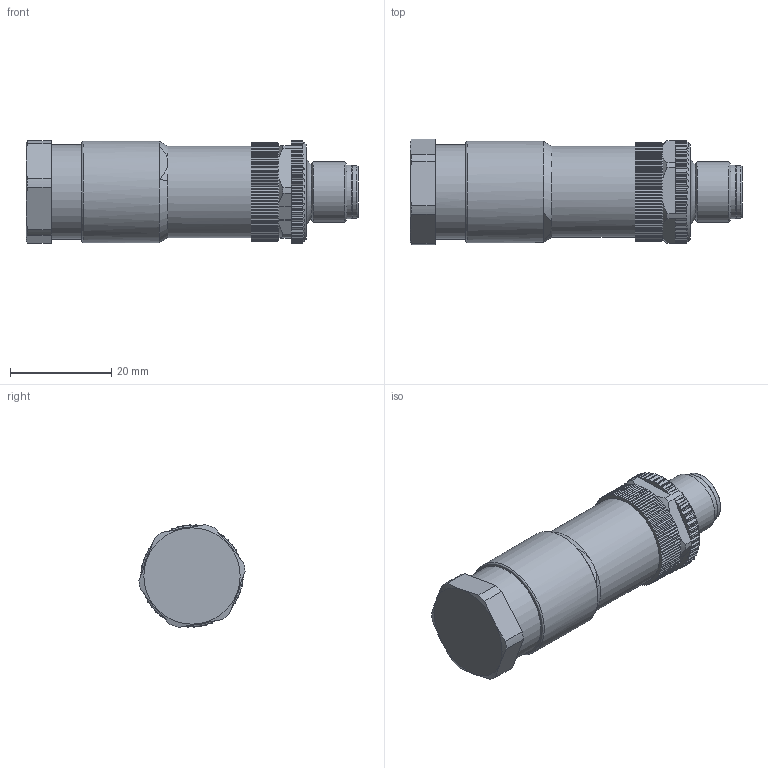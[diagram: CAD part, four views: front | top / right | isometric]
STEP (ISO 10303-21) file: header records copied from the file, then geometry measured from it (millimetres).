
FILE_DESCRIPTION(/* description */ (''),/* implementation_level */ '2;1');
FILE_NAME(/* name */ '8063397_stp.stp',/* time_stamp */ '2016-04-13T11:50:19+02:00',/* author */ (''),/* organization */ (''),/* preprocessor_version */ 'ST-DEVELOPER v16',/* originating_system */ 'SIEMENS PLM Software NX 10.0',/* authorisation */ '');
FILE_SCHEMA (('AUTOMOTIVE_DESIGN { 1 0 10303 214 3 1 1 1 }'));
Length unit declared in the file: millimetre
Products named in the file (1): 8063397_stp
Bounding box: 65.5 x 20.91 x 20.26 mm (x, y, z)
Volume: 16544.9 mm3; surface area: 5025.7 mm2
Topology: 1 solids, 1 shells, 652 faces, 1854 edges, 1217 vertices
Faces by surface type: plane 357, cylinder 248, torus 21, cone 20, sphere 6
Full cylindrical faces by diameter (mm): 1.5 x4, 2.17 x4, 8.35 x1, 9.6 x1, 10.3 x1, 10.6 x1, 12 x1, 18 x1, 18.6 x1, 20 x1
Entity records: 22406 total; most frequent: CARTESIAN_POINT 6198, ORIENTED_EDGE 3578, DIRECTION 3112, EDGE_CURVE 1789, VERTEX_POINT 1191, AXIS2_PLACEMENT_3D 1097, LINE 918, VECTOR 918
